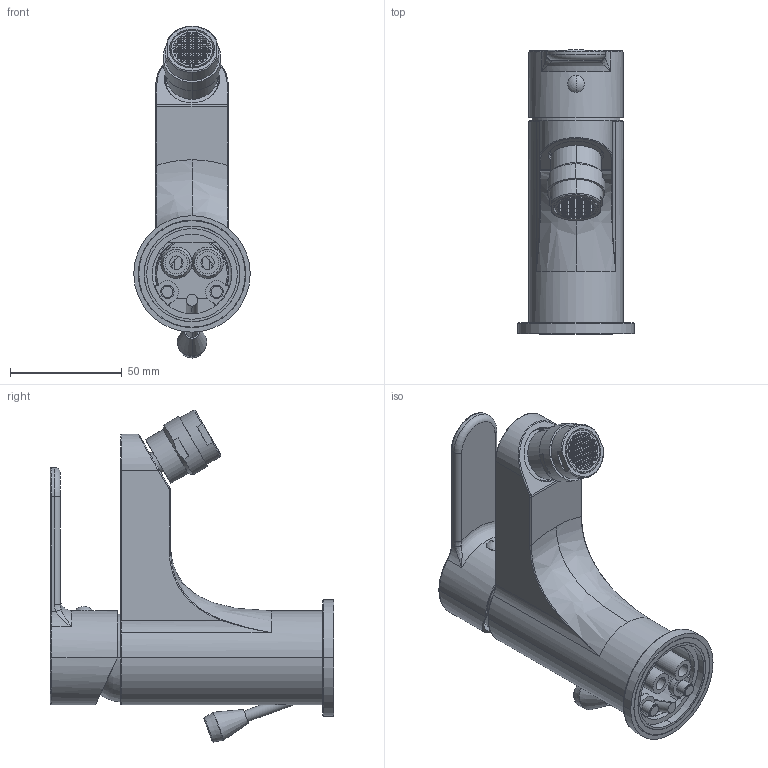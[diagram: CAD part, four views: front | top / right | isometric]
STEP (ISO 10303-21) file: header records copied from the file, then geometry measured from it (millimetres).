
FILE_DESCRIPTION((''),'2;1');
FILE_NAME('BLU135CR','2021-04-30T13:10:09',('ut3'),('PAFFONI SpA'),'CREO PARAMETRIC BY PTC INC, 2020044','CREO PARAMETRIC BY PTC INC, 2020044','');
FILE_SCHEMA(('CONFIG_CONTROL_DESIGN','SHAPE_APPEARANCE_LAYERS_GROUPS'));
Length unit declared in the file: millimetre
Products named in the file (1): BLU135CR
Bounding box: 52 x 126.7 x 148.31 mm (x, y, z)
Volume: 131091.5 mm3; surface area: 95061.6 mm2
Topology: 3 solids, 3 shells, 2699 faces, 7658 edges, 4938 vertices
Faces by surface type: plane 1921, cylinder 473, torus 115, cone 105, bspline 65, sphere 20
Entity records: 106496 total; most frequent: CARTESIAN_POINT 25093, ORIENTED_EDGE 15292, DIRECTION 14777, EDGE_CURVE 7646, VERTEX_POINT 4938, VECTOR 4933, LINE 4933, AXIS2_PLACEMENT_3D 4922
